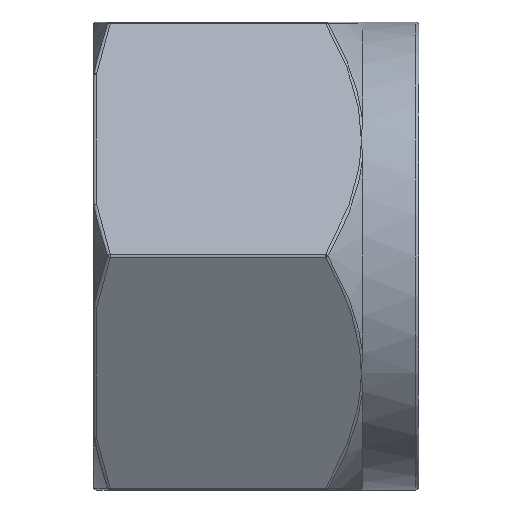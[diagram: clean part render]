
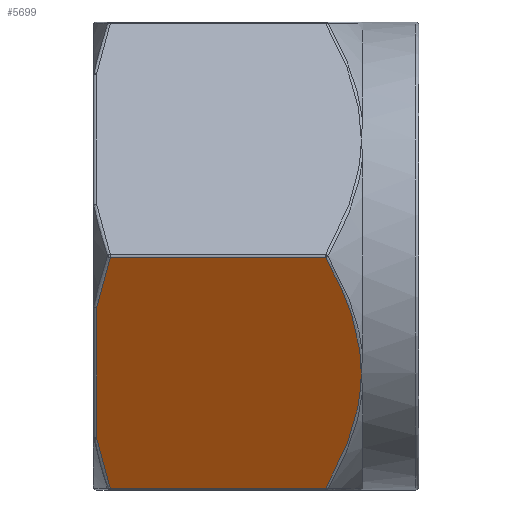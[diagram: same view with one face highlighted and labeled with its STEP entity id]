
A CAD part, front view. The second image highlights one B-rep face of the part: STEP entity #5699.
In plain terms, the highlighted planar face has unit normal (0, -0.866, -0.5).
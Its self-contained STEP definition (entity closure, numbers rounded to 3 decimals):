
#2119=CARTESIAN_POINT('',(-4.982,-7.271,
-12.406));
#2120=CARTESIAN_POINT('',(-4.846,-7.407,
-12.17));
#2121=CARTESIAN_POINT('',(-4.586,-7.679,
-11.699));
#2122=CARTESIAN_POINT('',(-4.228,-8.094,
-10.981));
#2123=CARTESIAN_POINT('',(-3.928,-8.489,
-10.296));
#2124=CARTESIAN_POINT('',(-3.666,-8.886,
-9.609));
#2125=CARTESIAN_POINT('',(-3.448,-9.288,
-8.912));
#2126=CARTESIAN_POINT('',(-3.287,-9.667,
-8.256));
#2127=CARTESIAN_POINT('',(-3.18,-10.008,
-7.666));
#2128=CARTESIAN_POINT('',(-3.116,-10.31,
-7.143));
#2129=CARTESIAN_POINT('',(-3.084,-10.579,
-6.677));
#2130=CARTESIAN_POINT('',(-3.078,-10.746,
-6.388));
#2131=CARTESIAN_POINT('',(-3.078,-10.825,
-6.25));
#2133=DIRECTION('',(-1.,0.,0.));
#2134=VECTOR('',#2133,11.498);
#2135=CARTESIAN_POINT('',(-4.982,-7.271,
-12.406));
#2136=LINE('',#2135,#2134);
#2137=CARTESIAN_POINT('',(-17.212,-8.819,
-9.725));
#2138=CARTESIAN_POINT('',(-17.17,-8.7,
-9.931));
#2139=CARTESIAN_POINT('',(-17.08,-8.466,
-10.336));
#2140=CARTESIAN_POINT('',(-16.921,-8.107,
-10.958));
#2141=CARTESIAN_POINT('',(-16.765,-7.789,
-11.51));
#2142=CARTESIAN_POINT('',(-16.618,-7.512,
-11.988));
#2143=CARTESIAN_POINT('',(-16.525,-7.348,
-12.273));
#2144=CARTESIAN_POINT('',(-16.481,-7.271,
-12.406));
#2146=DIRECTION('',(0.,-0.5,0.866));
#2147=VECTOR('',#2146,8.024);
#2148=CARTESIAN_POINT('',(-17.212,-8.819,
-9.725));
#2149=LINE('',#2148,#2147);
#2150=CARTESIAN_POINT('',(-16.481,-14.38,
-0.094));
#2151=CARTESIAN_POINT('',(-16.534,-14.288,
-0.253));
#2152=CARTESIAN_POINT('',(-16.632,-14.112,
-0.558));
#2153=CARTESIAN_POINT('',(-16.758,-13.873,
-0.972));
#2154=CARTESIAN_POINT('',(-16.866,-13.656,
-1.348));
#2155=CARTESIAN_POINT('',(-16.959,-13.458,
-1.69));
#2156=CARTESIAN_POINT('',(-17.038,-13.278,
-2.002));
#2157=CARTESIAN_POINT('',(-17.106,-13.113,
-2.287));
#2158=CARTESIAN_POINT('',(-17.164,-12.965,
-2.545));
#2159=CARTESIAN_POINT('',(-17.197,-12.874,
-2.701));
#2160=CARTESIAN_POINT('',(-17.212,-12.831,
-2.775));
#2162=DIRECTION('',(-1.,0.,0.));
#2163=VECTOR('',#2162,11.498);
#2164=CARTESIAN_POINT('',(-4.982,-14.38,
-0.094));
#2165=LINE('',#2164,#2163);
#2166=CARTESIAN_POINT('',(-3.078,-10.825,
-6.25));
#2167=CARTESIAN_POINT('',(-3.078,-10.872,
-6.168));
#2168=CARTESIAN_POINT('',(-3.08,-10.972,
-5.996));
#2169=CARTESIAN_POINT('',(-3.092,-11.137,
-5.71));
#2170=CARTESIAN_POINT('',(-3.115,-11.32,
-5.393));
#2171=CARTESIAN_POINT('',(-3.154,-11.524,
-5.04));
#2172=CARTESIAN_POINT('',(-3.213,-11.751,
-4.646));
#2173=CARTESIAN_POINT('',(-3.299,-12.007,
-4.204));
#2174=CARTESIAN_POINT('',(-3.419,-12.295,
-3.704));
#2175=CARTESIAN_POINT('',(-3.585,-12.621,
-3.14));
#2176=CARTESIAN_POINT('',(-3.808,-12.988,
-2.504));
#2177=CARTESIAN_POINT('',(-4.103,-13.4,
-1.791));
#2178=CARTESIAN_POINT('',(-4.484,-13.861,
-0.992));
#2179=CARTESIAN_POINT('',(-4.804,-14.202,
-0.402));
#2180=CARTESIAN_POINT('',(-4.982,-14.38,
-0.094));
#3021=VERTEX_POINT('',#2119);
#3022=VERTEX_POINT('',#2131);
#3094=CARTESIAN_POINT('',(-16.481,-7.271,
-12.406));
#3095=VERTEX_POINT('',#3094);
#3098=VERTEX_POINT('',#2137);
#3104=CARTESIAN_POINT('',(-17.212,-12.831,
-2.775));
#3105=VERTEX_POINT('',#3104);
#3109=VERTEX_POINT('',#2180);
#3113=CARTESIAN_POINT('',(-16.481,-14.38,
-0.094));
#3114=VERTEX_POINT('',#3113);
#5680=CARTESIAN_POINT('',(0.,-14.434,0.));
#5681=DIRECTION('',(0.,-0.866,-0.5));
#5682=DIRECTION('',(0.,0.5,-0.866));
#5683=AXIS2_PLACEMENT_3D('',#5680,#5681,#5682);
#5684=PLANE('',#5683);
#5685=ORIENTED_EDGE('',*,*,#5482,.F.);
#5687=ORIENTED_EDGE('',*,*,#5686,.T.);
#5689=ORIENTED_EDGE('',*,*,#5688,.F.);
#5691=ORIENTED_EDGE('',*,*,#5690,.T.);
#5693=ORIENTED_EDGE('',*,*,#5692,.F.);
#5695=ORIENTED_EDGE('',*,*,#5694,.F.);
#5696=ORIENTED_EDGE('',*,*,#5670,.F.);
#5697=EDGE_LOOP('',(#5685,#5687,#5689,#5691,#5693,#5695,#5696));
#5698=FACE_OUTER_BOUND('',#5697,.F.);
#2132=B_SPLINE_CURVE_WITH_KNOTS('',3,(#2119,#2120,#2121,#2122,#2123,#2124,#2125,
#2126,#2127,#2128,#2129,#2130,#2131),.UNSPECIFIED.,.F.,.F.,(4,1,1,1,1,1,1,1,1,1,
4),(0.,0.1,0.2,0.3,0.4,0.5,0.6,0.7,0.8,0.9,1.),
.UNSPECIFIED.);
#2145=B_SPLINE_CURVE_WITH_KNOTS('',3,(#2137,#2138,#2139,#2140,#2141,#2142,#2143,
#2144),.UNSPECIFIED.,.F.,.F.,(4,1,1,1,1,4),(0.,0.2,0.4,0.6,0.8,1.),
.UNSPECIFIED.);
#2161=B_SPLINE_CURVE_WITH_KNOTS('',3,(#2150,#2151,#2152,#2153,#2154,#2155,#2156,
#2157,#2158,#2159,#2160),.UNSPECIFIED.,.F.,.F.,(4,1,1,1,1,1,1,1,4),(0.,
0.125,0.25,0.375,0.5,0.625,0.75,0.875,1.),.UNSPECIFIED.);
#2181=B_SPLINE_CURVE_WITH_KNOTS('',3,(#2166,#2167,#2168,#2169,#2170,#2171,#2172,
#2173,#2174,#2175,#2176,#2177,#2178,#2179,#2180),.UNSPECIFIED.,.F.,.F.,(4,1,1,1,
1,1,1,1,1,1,1,1,4),(0.,0.083,0.167,0.25,
0.333,0.417,0.5,0.583,0.667,
0.75,0.833,0.917,1.),.UNSPECIFIED.);
#5482=EDGE_CURVE('',#3021,#3022,#2132,.T.);
#5670=EDGE_CURVE('',#3022,#3109,#2181,.T.);
#5686=EDGE_CURVE('',#3021,#3095,#2136,.T.);
#5688=EDGE_CURVE('',#3098,#3095,#2145,.T.);
#5690=EDGE_CURVE('',#3098,#3105,#2149,.T.);
#5692=EDGE_CURVE('',#3114,#3105,#2161,.T.);
#5694=EDGE_CURVE('',#3109,#3114,#2165,.T.);
#5699=ADVANCED_FACE('',(#5698),#5684,.T.);
